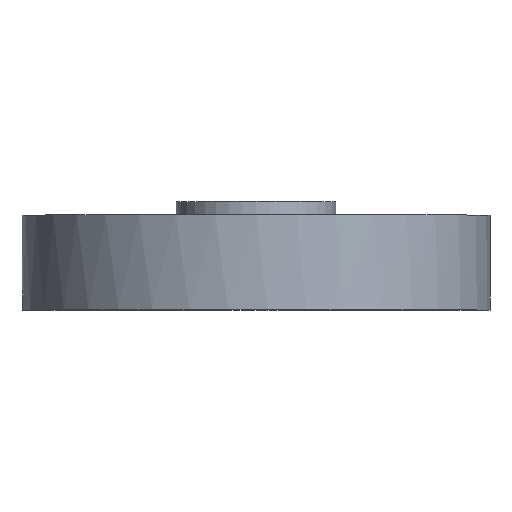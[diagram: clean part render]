
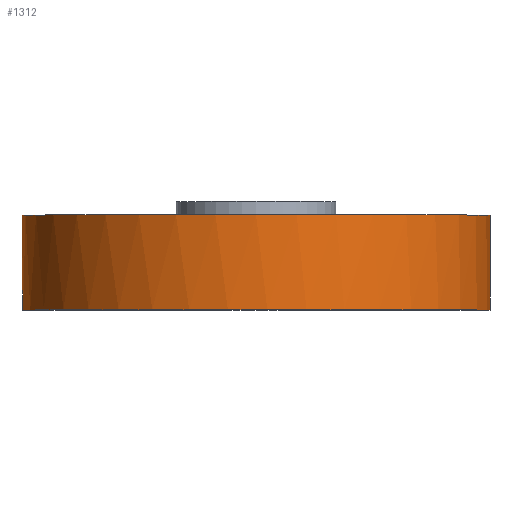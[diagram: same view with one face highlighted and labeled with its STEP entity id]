
A CAD part, top view. The second image highlights one B-rep face of the part: STEP entity #1312.
In plain terms, the highlighted cylindrical face has radius 34.5 mm (diameter 69 mm), a full revolution.
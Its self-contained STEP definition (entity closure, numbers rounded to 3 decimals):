
#147=FACE_OUTER_BOUND('',#233,.T.);
#233=EDGE_LOOP('',(#1201,#1202,#1203,#1204,#1205,#1206,#1207,#1208));
#365=LINE('',#2144,#498);
#368=LINE('',#2151,#501);
#376=LINE('',#2175,#509);
#498=VECTOR('',#1750,10.);
#501=VECTOR('',#1759,10.);
#509=VECTOR('',#1791,34.5);
#520=CIRCLE('',#1355,34.5);
#534=CIRCLE('',#1396,34.5);
#535=CIRCLE('',#1397,34.5);
#551=CIRCLE('',#1425,34.5);
#590=VERTEX_POINT('',#1903);
#640=VERTEX_POINT('',#2053);
#641=VERTEX_POINT('',#2055);
#642=VERTEX_POINT('',#2057);
#673=VERTEX_POINT('',#2143);
#674=VERTEX_POINT('',#2147);
#721=EDGE_CURVE('',#590,#590,#520,.T.);
#795=EDGE_CURVE('',#641,#640,#534,.T.);
#796=EDGE_CURVE('',#642,#641,#535,.T.);
#840=EDGE_CURVE('',#673,#642,#365,.T.);
#842=EDGE_CURVE('',#674,#673,#551,.T.);
#844=EDGE_CURVE('',#640,#674,#368,.T.);
#857=EDGE_CURVE('',#641,#590,#376,.T.);
#1201=ORIENTED_EDGE('',*,*,#796,.T.);
#1202=ORIENTED_EDGE('',*,*,#857,.T.);
#1203=ORIENTED_EDGE('',*,*,#721,.T.);
#1204=ORIENTED_EDGE('',*,*,#857,.F.);
#1205=ORIENTED_EDGE('',*,*,#795,.T.);
#1206=ORIENTED_EDGE('',*,*,#844,.T.);
#1207=ORIENTED_EDGE('',*,*,#842,.T.);
#1208=ORIENTED_EDGE('',*,*,#840,.T.);
#1248=CYLINDRICAL_SURFACE('',#1438,34.5);
#1312=ADVANCED_FACE('',(#147),#1248,.T.);
#1355=AXIS2_PLACEMENT_3D('',#1904,#1524,#1525);
#1396=AXIS2_PLACEMENT_3D('',#2056,#1666,#1667);
#1397=AXIS2_PLACEMENT_3D('',#2058,#1668,#1669);
#1425=AXIS2_PLACEMENT_3D('',#2148,#1754,#1755);
#1438=AXIS2_PLACEMENT_3D('',#2174,#1789,#1790);
#1524=DIRECTION('center_axis',(0.,-1.,0.));
#1525=DIRECTION('ref_axis',(-1.,0.,0.));
#1666=DIRECTION('center_axis',(0.,1.,0.));
#1667=DIRECTION('ref_axis',(-1.,0.,0.));
#1668=DIRECTION('center_axis',(0.,1.,0.));
#1669=DIRECTION('ref_axis',(-1.,0.,0.));
#1750=DIRECTION('',(0.,-1.,0.));
#1754=DIRECTION('center_axis',(0.,1.,0.));
#1755=DIRECTION('ref_axis',(-1.,0.,0.));
#1759=DIRECTION('',(0.,1.,0.));
#1789=DIRECTION('center_axis',(0.,-1.,0.));
#1790=DIRECTION('ref_axis',(-1.,0.,0.));
#1791=DIRECTION('',(0.,1.,0.));
#1903=CARTESIAN_POINT('',(34.5,0.,0.));
#1904=CARTESIAN_POINT('Origin',(0.,0.,0.));
#2053=CARTESIAN_POINT('',(5.,-14.,-34.136));
#2055=CARTESIAN_POINT('',(34.5,-14.,0.));
#2056=CARTESIAN_POINT('Origin',(0.,-14.,0.));
#2057=CARTESIAN_POINT('',(-5.,-14.,-34.136));
#2058=CARTESIAN_POINT('Origin',(0.,-14.,0.));
#2143=CARTESIAN_POINT('',(-5.,-9.075,-34.136));
#2144=CARTESIAN_POINT('',(-5.,2.,-34.136));
#2147=CARTESIAN_POINT('',(5.,-9.075,-34.136));
#2148=CARTESIAN_POINT('Origin',(0.,-9.075,0.));
#2151=CARTESIAN_POINT('',(5.,2.,-34.136));
#2174=CARTESIAN_POINT('Origin',(0.,2.,0.));
#2175=CARTESIAN_POINT('',(34.5,2.,0.));
